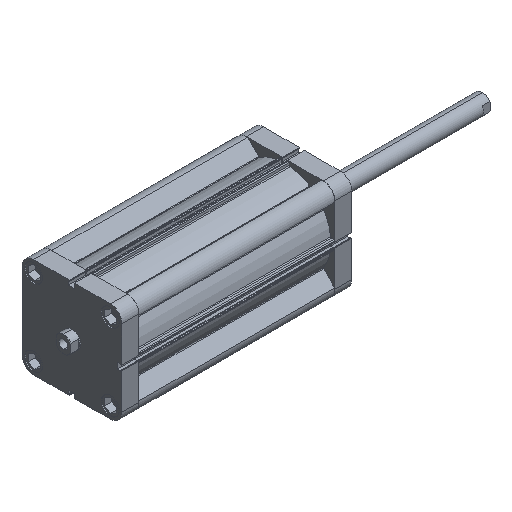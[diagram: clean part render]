
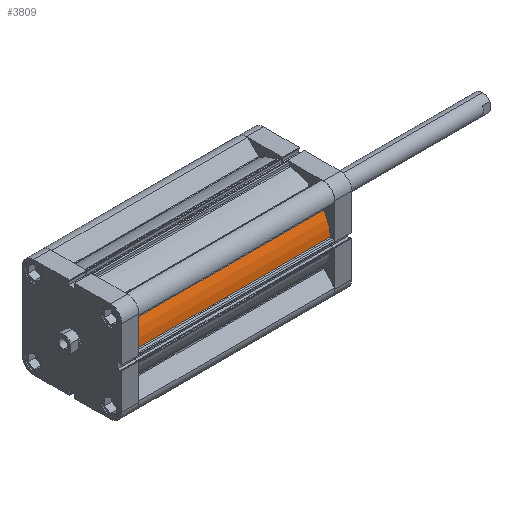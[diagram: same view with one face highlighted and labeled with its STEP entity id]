
A CAD part, isometric view. The second image highlights one B-rep face of the part: STEP entity #3809.
In plain terms, the highlighted cylindrical face has radius 53.5 mm (diameter 107 mm), a partial arc.
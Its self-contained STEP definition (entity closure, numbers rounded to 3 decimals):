
#120 = EDGE_LOOP ( 'NONE', ( #884, #885, #886, #887 ) ) ;
#884 = ORIENTED_EDGE ( 'NONE', *, *, #8049, .T. ) ;
#885 = ORIENTED_EDGE ( 'NONE', *, *, #8048, .T. ) ;
#886 = ORIENTED_EDGE ( 'NONE', *, *, #8039, .F. ) ;
#887 = ORIENTED_EDGE ( 'NONE', *, *, #8050, .T. ) ;
#2160 = AXIS2_PLACEMENT_3D ( 'NONE', #5927, #5926, #5925 ) ;
#2206 = AXIS2_PLACEMENT_3D ( 'NONE', #6614, #6623, #6624 ) ;
#2207 = AXIS2_PLACEMENT_3D ( 'NONE', #6649, #6651, #6652 ) ;
#3809 = ADVANCED_FACE ( 'NONE', ( #5361 ), #5364, .T. ) ;
#5361 = FACE_OUTER_BOUND ( 'NONE', #120, .T. ) ;
#5364 = CYLINDRICAL_SURFACE ( 'NONE', #2160, 53.5 ) ;
#5487 = CIRCLE ( 'NONE', #2206, 53.5 ) ;
#5490 = VECTOR ( 'NONE', #6648, 1000. ) ;
#5495 = LINE ( 'NONE', #6653, #5497 ) ;
#5497 = VECTOR ( 'NONE', #6654, 1000. ) ;
#5498 = LINE ( 'NONE', #6640, #5490 ) ;
#5503 = CIRCLE ( 'NONE', #2207, 53.5 ) ;
#5925 = DIRECTION ( 'NONE',  ( -1., 0., 0. ) ) ;
#5926 = DIRECTION ( 'NONE',  ( 0., 0., -1. ) ) ;
#5927 = CARTESIAN_POINT ( 'NONE',  ( 0., 0., 227.5 ) ) ;
#6270 = CARTESIAN_POINT ( 'NONE',  ( 6.135, -53.147, 0. ) ) ;
#6271 = CARTESIAN_POINT ( 'NONE',  ( 28.996, -44.961, 0. ) ) ;
#6272 = CARTESIAN_POINT ( 'NONE',  ( 28.996, -44.961, 227.5 ) ) ;
#6273 = CARTESIAN_POINT ( 'NONE',  ( 6.135, -53.147, 227.5 ) ) ;
#6614 = CARTESIAN_POINT ( 'NONE',  ( 0., 0., 227.5 ) ) ;
#6623 = DIRECTION ( 'NONE',  ( 0., 0., 1. ) ) ;
#6624 = DIRECTION ( 'NONE',  ( 1., 0., 0. ) ) ;
#6640 = CARTESIAN_POINT ( 'NONE',  ( 28.996, -44.961, 227.5 ) ) ;
#6648 = DIRECTION ( 'NONE',  ( 0., 0., 1. ) ) ;
#6649 = CARTESIAN_POINT ( 'NONE',  ( 0., 0., 0. ) ) ;
#6651 = DIRECTION ( 'NONE',  ( 0., 0., 1. ) ) ;
#6652 = DIRECTION ( 'NONE',  ( 1., 0., 0. ) ) ;
#6653 = CARTESIAN_POINT ( 'NONE',  ( 6.135, -53.147, 227.5 ) ) ;
#6654 = DIRECTION ( 'NONE',  ( 0., 0., -1. ) ) ;
#7053 = VERTEX_POINT ( 'NONE', #6270 ) ;
#7054 = VERTEX_POINT ( 'NONE', #6271 ) ;
#7055 = VERTEX_POINT ( 'NONE', #6272 ) ;
#7056 = VERTEX_POINT ( 'NONE', #6273 ) ;
#8039 = EDGE_CURVE ( 'NONE', #7056, #7055, #5487, .T. ) ;
#8048 = EDGE_CURVE ( 'NONE', #7054, #7055, #5498, .T. ) ;
#8049 = EDGE_CURVE ( 'NONE', #7053, #7054, #5503, .T. ) ;
#8050 = EDGE_CURVE ( 'NONE', #7056, #7053, #5495, .T. ) ;
